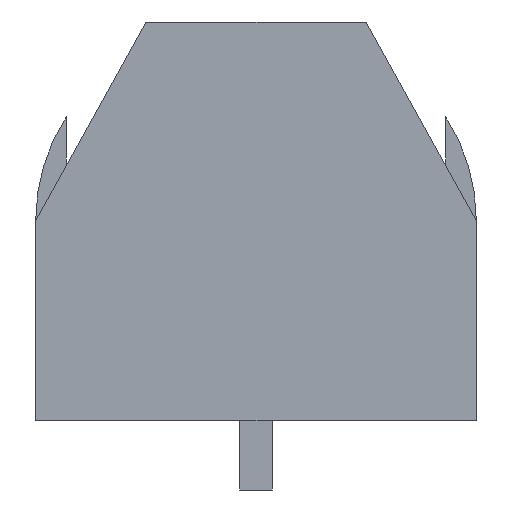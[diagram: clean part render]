
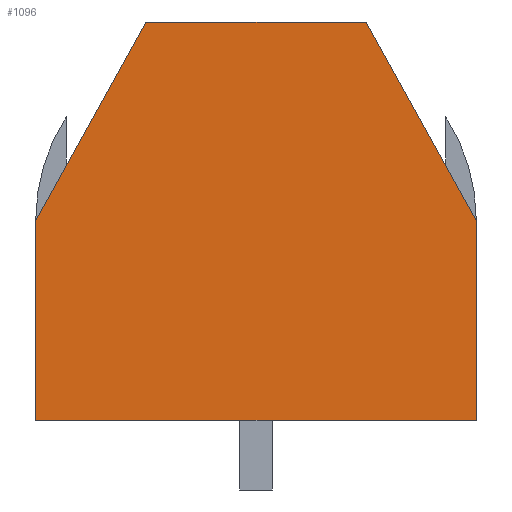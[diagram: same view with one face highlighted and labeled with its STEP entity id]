
A CAD part, left-side view. The second image highlights one B-rep face of the part: STEP entity #1096.
In plain terms, the highlighted planar face has unit normal (-1, 0, 0).
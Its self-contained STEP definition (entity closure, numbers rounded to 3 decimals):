
#26 = CARTESIAN_POINT ( 'NONE',  ( -3.17, -6.699, 16.346 ) ) ;
#85 = DIRECTION ( 'NONE',  ( 0., -1., 0. ) ) ;
#92 = CARTESIAN_POINT ( 'NONE',  ( -3.17, -10.45, 0.1 ) ) ;
#157 = VERTEX_POINT ( 'NONE', #1347 ) ;
#213 = CARTESIAN_POINT ( 'NONE',  ( -3.17, 10.45, 19. ) ) ;
#236 = ORIENTED_EDGE ( 'NONE', *, *, #2640, .T. ) ;
#243 = AXIS2_PLACEMENT_3D ( 'NONE', #3492, #2866, #2908 ) ;
#361 = VERTEX_POINT ( 'NONE', #2564 ) ;
#364 = EDGE_CURVE ( 'NONE', #3430, #2278, #3766, .T. ) ;
#379 = DIRECTION ( 'NONE',  ( 0., 0.486, 0.874 ) ) ;
#398 = VERTEX_POINT ( 'NONE', #2288 ) ;
#431 = VERTEX_POINT ( 'NONE', #825 ) ;
#458 = EDGE_CURVE ( 'NONE', #431, #157, #1425, .T. ) ;
#621 = CARTESIAN_POINT ( 'NONE',  ( -3.17, -5.225, 19. ) ) ;
#745 = LINE ( 'NONE', #1963, #3853 ) ;
#767 = CARTESIAN_POINT ( 'NONE',  ( -3.17, 10.45, 0.1 ) ) ;
#784 = VERTEX_POINT ( 'NONE', #2259 ) ;
#812 = VECTOR ( 'NONE', #379, 1000. ) ;
#825 = CARTESIAN_POINT ( 'NONE',  ( -3.17, 10.45, 0.1 ) ) ;
#1064 = DIRECTION ( 'NONE',  ( 0., -1., 0. ) ) ;
#1085 = ORIENTED_EDGE ( 'NONE', *, *, #364, .F. ) ;
#1096 = ADVANCED_FACE ( 'NONE', ( #3454 ), #2889, .T. ) ;
#1265 = CARTESIAN_POINT ( 'NONE',  ( -3.17, 10.45, 9.6 ) ) ;
#1347 = CARTESIAN_POINT ( 'NONE',  ( -3.17, 10.45, 9.6 ) ) ;
#1386 = DIRECTION ( 'NONE',  ( 0., -1., 0. ) ) ;
#1425 = LINE ( 'NONE', #767, #1527 ) ;
#1468 = EDGE_CURVE ( 'NONE', #431, #3169, #1846, .T. ) ;
#1527 = VECTOR ( 'NONE', #3151, 1000. ) ;
#1542 = ORIENTED_EDGE ( 'NONE', *, *, #1780, .F. ) ;
#1588 = LINE ( 'NONE', #1265, #2769 ) ;
#1713 = DIRECTION ( 'NONE',  ( 0., 0., 1. ) ) ;
#1780 = EDGE_CURVE ( 'NONE', #157, #784, #1588, .T. ) ;
#1846 = LINE ( 'NONE', #3589, #2675 ) ;
#1870 = ORIENTED_EDGE ( 'NONE', *, *, #458, .F. ) ;
#1930 = ORIENTED_EDGE ( 'NONE', *, *, #1468, .T. ) ;
#1963 = CARTESIAN_POINT ( 'NONE',  ( -3.17, 10.45, 9.6 ) ) ;
#2020 = LINE ( 'NONE', #3206, #3446 ) ;
#2259 = CARTESIAN_POINT ( 'NONE',  ( -3.17, 10.447, 9.6 ) ) ;
#2276 = LINE ( 'NONE', #3772, #3290 ) ;
#2278 = VERTEX_POINT ( 'NONE', #621 ) ;
#2288 = CARTESIAN_POINT ( 'NONE',  ( -3.17, -10.447, 9.6 ) ) ;
#2469 = CARTESIAN_POINT ( 'NONE',  ( -3.17, 5.225, 19. ) ) ;
#2564 = CARTESIAN_POINT ( 'NONE',  ( -3.17, -10.45, 9.6 ) ) ;
#2569 = EDGE_LOOP ( 'NONE', ( #1930, #3219, #2634, #3343, #1085, #236, #1542, #1870 ) ) ;
#2634 = ORIENTED_EDGE ( 'NONE', *, *, #3073, .F. ) ;
#2640 = EDGE_CURVE ( 'NONE', #3430, #784, #2276, .T. ) ;
#2675 = VECTOR ( 'NONE', #2711, 1000. ) ;
#2711 = DIRECTION ( 'NONE',  ( 0., -1., 0. ) ) ;
#2769 = VECTOR ( 'NONE', #85, 1000. ) ;
#2866 = DIRECTION ( 'NONE',  ( -1., 0., 0. ) ) ;
#2889 = PLANE ( 'NONE',  #243 ) ;
#2908 = DIRECTION ( 'NONE',  ( 0., 1., 0. ) ) ;
#2968 = VECTOR ( 'NONE', #1064, 1000. ) ;
#3066 = LINE ( 'NONE', #26, #812 ) ;
#3073 = EDGE_CURVE ( 'NONE', #398, #361, #745, .T. ) ;
#3151 = DIRECTION ( 'NONE',  ( 0., 0., 1. ) ) ;
#3156 = DIRECTION ( 'NONE',  ( 0., 0.486, -0.874 ) ) ;
#3169 = VERTEX_POINT ( 'NONE', #92 ) ;
#3206 = CARTESIAN_POINT ( 'NONE',  ( -3.17, -10.45, 0.1 ) ) ;
#3219 = ORIENTED_EDGE ( 'NONE', *, *, #3655, .T. ) ;
#3290 = VECTOR ( 'NONE', #3156, 1000. ) ;
#3343 = ORIENTED_EDGE ( 'NONE', *, *, #3436, .T. ) ;
#3430 = VERTEX_POINT ( 'NONE', #2469 ) ;
#3436 = EDGE_CURVE ( 'NONE', #398, #2278, #3066, .T. ) ;
#3446 = VECTOR ( 'NONE', #1713, 1000. ) ;
#3454 = FACE_OUTER_BOUND ( 'NONE', #2569, .T. ) ;
#3492 = CARTESIAN_POINT ( 'NONE',  ( -3.17, 0., 8.355 ) ) ;
#3589 = CARTESIAN_POINT ( 'NONE',  ( -3.17, 10.45, 0.1 ) ) ;
#3655 = EDGE_CURVE ( 'NONE', #3169, #361, #2020, .T. ) ;
#3766 = LINE ( 'NONE', #213, #2968 ) ;
#3772 = CARTESIAN_POINT ( 'NONE',  ( -3.17, 9.164, 11.91 ) ) ;
#3853 = VECTOR ( 'NONE', #1386, 1000. ) ;
